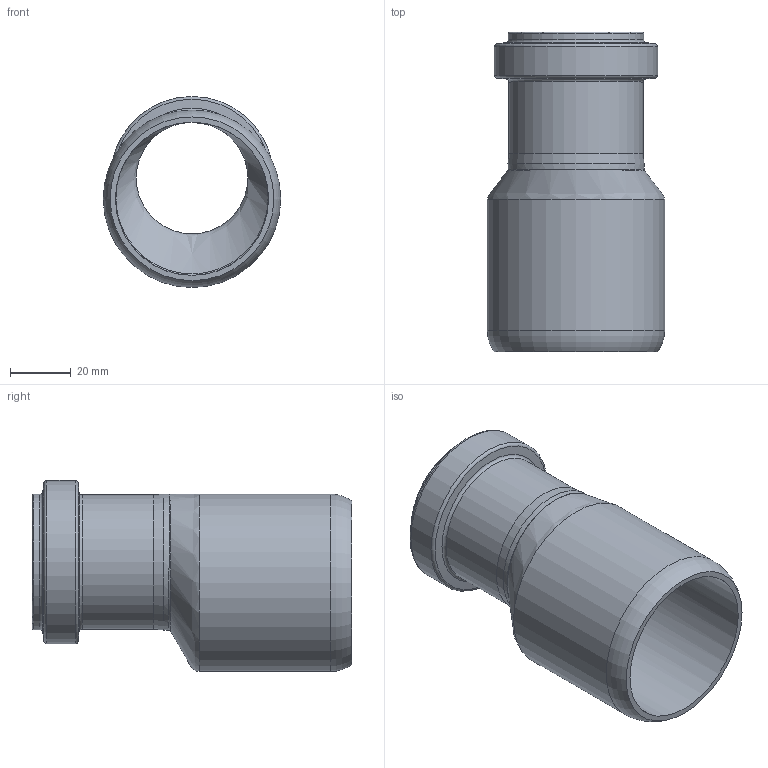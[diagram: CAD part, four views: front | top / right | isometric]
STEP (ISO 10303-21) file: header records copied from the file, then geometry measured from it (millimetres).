
FILE_DESCRIPTION(/* description */ (''),/* implementation_level */ '2;1');
FILE_NAME(/* name */ '332750 SKOLANsafe Übergang_HT-Spitz DN_OD 58_40.stp',/* time_stamp */ '2018-01-09T09:12:08+01:00',/* author */ ('user1'),/* organization */ (''),/* preprocessor_version */ 'ST-DEVELOPER v16.1',/* originating_system */ 'Autodesk Inventor 2016',/* authorisation */ '');
FILE_SCHEMA (('AUTOMOTIVE_DESIGN { 1 0 10303 214 3 1 1 }'));
Length unit declared in the file: millimetre
Products named in the file (1): 332750 SKOLANsafe Übergang_HT-Spitz DN_OD 58_40
Bounding box: 58.2 x 104.7 x 62.65 mm (x, y, z)
Volume: 53382.5 mm3; surface area: 36036.9 mm2
Topology: 1 solids, 1 shells, 36 faces, 78 edges, 41 vertices
Faces by surface type: torus 11, cylinder 11, cone 7, bspline 4, plane 3
Full cylindrical faces by diameter (mm): 36.6 x1, 40.8 x1, 41.2 x2, 44 x1, 44.4 x1, 44.6 x1, 50.2 x1, 50.3 x1, 53.5 x1, 58.2 x1
Entity records: 1419 total; most frequent: CARTESIAN_POINT 771, DIRECTION 134, ORIENTED_EDGE 86, EDGE_LOOP 68, AXIS2_PLACEMENT_3D 67, EDGE_CURVE 43, VERTEX_POINT 39, FACE_OUTER_BOUND 36
